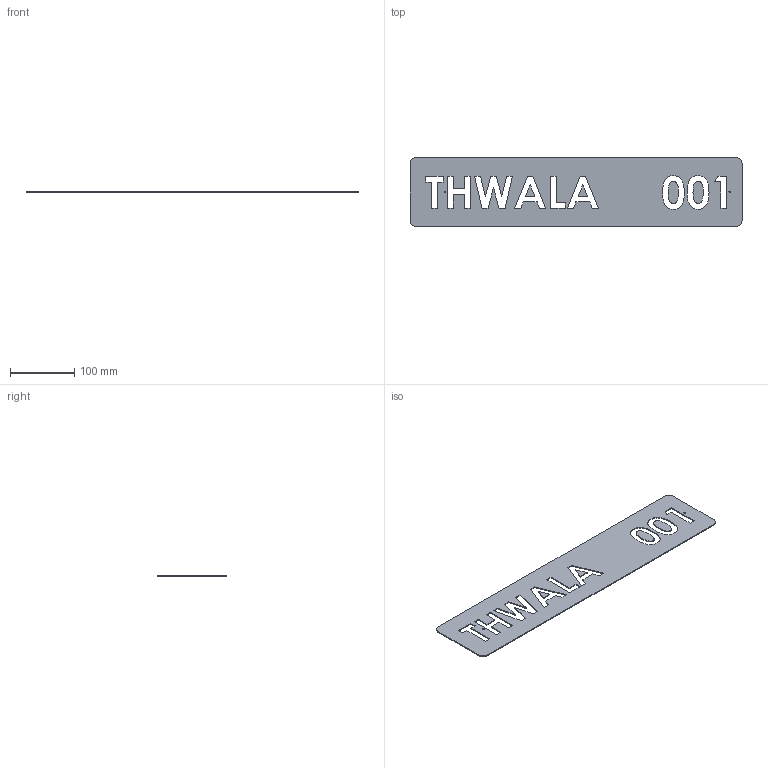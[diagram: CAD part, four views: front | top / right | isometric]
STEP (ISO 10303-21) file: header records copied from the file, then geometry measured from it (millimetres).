
FILE_DESCRIPTION (( 'STEP AP214' ), '1' );
FILE_NAME ('Licence_Plate_Défaut_sldprt.STEP', '2020-01-28T08:49:54', ( '' ), ( '' ), 'SwSTEP 2.0', 'SolidWorks 2017', '' );
FILE_SCHEMA (( 'AUTOMOTIVE_DESIGN' ));
Length unit declared in the file: millimetre
Products named in the file (1): Licence_Plate_Défaut_sldprt
Bounding box: 517 x 108 x 1.5 mm (x, y, z)
Volume: 70922.7 mm3; surface area: 99371.6 mm2
Topology: 5 solids, 5 shells, 109 faces, 297 edges, 198 vertices
Faces by surface type: plane 81, bspline 20, cylinder 8
Entity records: 4789 total; most frequent: CARTESIAN_POINT 2033, ORIENTED_EDGE 594, DIRECTION 453, EDGE_CURVE 297, VECTOR 241, LINE 241, VERTEX_POINT 198, EDGE_LOOP 131
